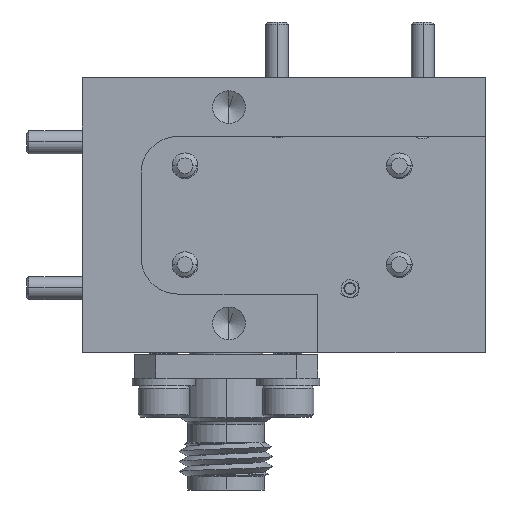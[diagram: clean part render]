
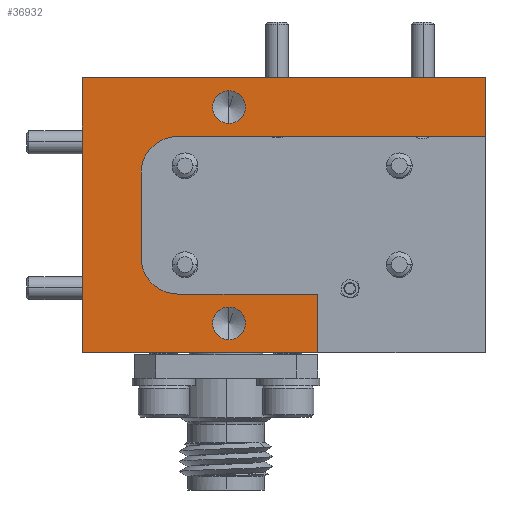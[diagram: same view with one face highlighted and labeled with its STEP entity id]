
A CAD part, front view. The second image highlights one B-rep face of the part: STEP entity #36932.
In plain terms, the highlighted planar face has unit normal (0, -1, 0).
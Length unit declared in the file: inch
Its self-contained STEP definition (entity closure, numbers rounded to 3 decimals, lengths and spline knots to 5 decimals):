
#33 = DIRECTION ( 'NONE',  ( 0., 1., 0. ) ) ;
#551 = VERTEX_POINT ( 'NONE', #35724 ) ;
#1342 = DIRECTION ( 'NONE',  ( 1., 0., 0. ) ) ;
#1431 = CIRCLE ( 'NONE', #35736, 0.0445 ) ;
#1601 = DIRECTION ( 'NONE',  ( 0., 0., -1. ) ) ;
#2381 = DIRECTION ( 'NONE',  ( 0., -1., 0. ) ) ;
#2423 = CARTESIAN_POINT ( 'NONE',  ( -2.90982, -0.12487, 2.03077 ) ) ;
#2430 = ORIENTED_EDGE ( 'NONE', *, *, #26206, .T. ) ;
#2760 = EDGE_CURVE ( 'NONE', #8729, #4437, #27733, .T. ) ;
#3140 = DIRECTION ( 'NONE',  ( 0., -1., 0. ) ) ;
#3153 = VERTEX_POINT ( 'NONE', #26149 ) ;
#3263 = CARTESIAN_POINT ( 'NONE',  ( -3.60982, -0.12487, 1.36077 ) ) ;
#3323 = ORIENTED_EDGE ( 'NONE', *, *, #11263, .F. ) ;
#3501 = CARTESIAN_POINT ( 'NONE',  ( -3.60982, -0.12487, 1.90627 ) ) ;
#3884 = LINE ( 'NONE', #21263, #20903 ) ;
#3904 = VECTOR ( 'NONE', #25750, 39.37008 ) ;
#4162 = DIRECTION ( 'NONE',  ( 0., 0., 1. ) ) ;
#4437 = VERTEX_POINT ( 'NONE', #28822 ) ;
#4555 = ORIENTED_EDGE ( 'NONE', *, *, #15020, .F. ) ;
#4762 = VERTEX_POINT ( 'NONE', #22800 ) ;
#4948 = DIRECTION ( 'NONE',  ( 0., 0., 1. ) ) ;
#6120 = ORIENTED_EDGE ( 'NONE', *, *, #17052, .F. ) ;
#7692 = VERTEX_POINT ( 'NONE', #10313 ) ;
#7783 = ORIENTED_EDGE ( 'NONE', *, *, #13920, .F. ) ;
#8150 = VERTEX_POINT ( 'NONE', #37361 ) ;
#8359 = LINE ( 'NONE', #22602, #3904 ) ;
#8526 = EDGE_CURVE ( 'NONE', #4762, #15405, #10195, .T. ) ;
#8692 = VERTEX_POINT ( 'NONE', #23836 ) ;
#8702 = CARTESIAN_POINT ( 'NONE',  ( -3.60982, -0.12487, 1.36077 ) ) ;
#8729 = VERTEX_POINT ( 'NONE', #3501 ) ;
#8994 = DIRECTION ( 'NONE',  ( 0., 0., 1. ) ) ;
#9134 = EDGE_CURVE ( 'NONE', #9586, #7692, #24508, .T. ) ;
#9388 = DIRECTION ( 'NONE',  ( 0., 0., -1. ) ) ;
#9586 = VERTEX_POINT ( 'NONE', #24995 ) ;
#9597 = AXIS2_PLACEMENT_3D ( 'NONE', #13342, #36768, #4162 ) ;
#10195 = LINE ( 'NONE', #13302, #12646 ) ;
#10313 = CARTESIAN_POINT ( 'NONE',  ( -3.60982, -0.12487, 1.40527 ) ) ;
#10847 = CIRCLE ( 'NONE', #9597, 0.1 ) ;
#11204 = CARTESIAN_POINT ( 'NONE',  ( -3.45982, -0.12487, 1.65577 ) ) ;
#11263 = EDGE_CURVE ( 'NONE', #29901, #31110, #37113, .T. ) ;
#11398 = FACE_BOUND ( 'NONE', #34822, .T. ) ;
#11579 = LINE ( 'NONE', #36338, #24401 ) ;
#11600 = FACE_BOUND ( 'NONE', #21080, .T. ) ;
#11756 = DIRECTION ( 'NONE',  ( 0., 0., -1. ) ) ;
#12040 = EDGE_CURVE ( 'NONE', #8692, #8150, #3884, .T. ) ;
#12244 = VECTOR ( 'NONE', #28781, 39.37008 ) ;
#12262 = DIRECTION ( 'NONE',  ( 0., -1., 0. ) ) ;
#12646 = VECTOR ( 'NONE', #22075, 39.37008 ) ;
#12671 = AXIS2_PLACEMENT_3D ( 'NONE', #3263, #12262, #30389 ) ;
#12709 = ORIENTED_EDGE ( 'NONE', *, *, #8526, .F. ) ;
#13302 = CARTESIAN_POINT ( 'NONE',  ( -2.90982, -0.12487, 1.28077 ) ) ;
#13342 = CARTESIAN_POINT ( 'NONE',  ( -3.74982, -0.12487, 1.77077 ) ) ;
#13871 = LINE ( 'NONE', #31826, #14567 ) ;
#13920 = EDGE_CURVE ( 'NONE', #551, #3153, #24588, .T. ) ;
#14567 = VECTOR ( 'NONE', #37682, 39.37008 ) ;
#15020 = EDGE_CURVE ( 'NONE', #30394, #20619, #16682, .T. ) ;
#15405 = VERTEX_POINT ( 'NONE', #16244 ) ;
#16244 = CARTESIAN_POINT ( 'NONE',  ( -4.00982, -0.12487, 1.28077 ) ) ;
#16259 = ORIENTED_EDGE ( 'NONE', *, *, #27969, .T. ) ;
#16487 = AXIS2_PLACEMENT_3D ( 'NONE', #20523, #2381, #11756 ) ;
#16682 = LINE ( 'NONE', #31701, #12244 ) ;
#16846 = ORIENTED_EDGE ( 'NONE', *, *, #2760, .F. ) ;
#17052 = EDGE_CURVE ( 'NONE', #4437, #8729, #37318, .T. ) ;
#18318 = CARTESIAN_POINT ( 'NONE',  ( -3.84982, -0.12487, 1.44077 ) ) ;
#18742 = CARTESIAN_POINT ( 'NONE',  ( -4.00982, -0.12487, 2.03077 ) ) ;
#19637 = VECTOR ( 'NONE', #1342, 39.37008 ) ;
#19960 = ORIENTED_EDGE ( 'NONE', *, *, #28904, .F. ) ;
#20490 = ORIENTED_EDGE ( 'NONE', *, *, #23552, .F. ) ;
#20523 = CARTESIAN_POINT ( 'NONE',  ( -3.60982, -0.12487, 1.95077 ) ) ;
#20619 = VERTEX_POINT ( 'NONE', #2423 ) ;
#20903 = VECTOR ( 'NONE', #32972, 39.37008 ) ;
#21080 = EDGE_LOOP ( 'NONE', ( #16846, #6120 ) ) ;
#21263 = CARTESIAN_POINT ( 'NONE',  ( -3.84982, -0.12487, 1.87077 ) ) ;
#22075 = DIRECTION ( 'NONE',  ( -1., 0., 0. ) ) ;
#22602 = CARTESIAN_POINT ( 'NONE',  ( -4.00982, -0.12487, 2.03077 ) ) ;
#22800 = CARTESIAN_POINT ( 'NONE',  ( -3.36782, -0.12487, 1.28077 ) ) ;
#22914 = PLANE ( 'NONE',  #26651 ) ;
#23552 = EDGE_CURVE ( 'NONE', #20619, #8692, #11579, .T. ) ;
#23836 = CARTESIAN_POINT ( 'NONE',  ( -2.90982, -0.12487, 1.87077 ) ) ;
#24401 = VECTOR ( 'NONE', #27171, 39.37008 ) ;
#24508 = CIRCLE ( 'NONE', #12671, 0.0445 ) ;
#24588 = LINE ( 'NONE', #18318, #19637 ) ;
#24931 = CARTESIAN_POINT ( 'NONE',  ( -3.84982, -0.12487, 1.54077 ) ) ;
#24995 = CARTESIAN_POINT ( 'NONE',  ( -3.60982, -0.12487, 1.31627 ) ) ;
#25502 = EDGE_LOOP ( 'NONE', ( #3323, #16259, #25890, #20490, #4555, #35382, #12709, #36606, #7783, #2430 ) ) ;
#25750 = DIRECTION ( 'NONE',  ( 0., 0., 1. ) ) ;
#25890 = ORIENTED_EDGE ( 'NONE', *, *, #12040, .F. ) ;
#26149 = CARTESIAN_POINT ( 'NONE',  ( -3.36782, -0.12487, 1.44077 ) ) ;
#26206 = EDGE_CURVE ( 'NONE', #551, #31110, #29464, .T. ) ;
#26376 = EDGE_CURVE ( 'NONE', #15405, #30394, #8359, .T. ) ;
#26651 = AXIS2_PLACEMENT_3D ( 'NONE', #11204, #38317, #4948 ) ;
#26763 = AXIS2_PLACEMENT_3D ( 'NONE', #29883, #3140, #9388 ) ;
#27171 = DIRECTION ( 'NONE',  ( 0., 0., -1. ) ) ;
#27733 = CIRCLE ( 'NONE', #16487, 0.0445 ) ;
#27969 = EDGE_CURVE ( 'NONE', #29901, #8150, #10847, .T. ) ;
#28781 = DIRECTION ( 'NONE',  ( 1., 0., 0. ) ) ;
#28804 = DIRECTION ( 'NONE',  ( 0., 0., -1. ) ) ;
#28822 = CARTESIAN_POINT ( 'NONE',  ( -3.60982, -0.12487, 1.99527 ) ) ;
#28904 = EDGE_CURVE ( 'NONE', #7692, #9586, #1431, .T. ) ;
#29073 = EDGE_CURVE ( 'NONE', #3153, #4762, #13871, .T. ) ;
#29464 = CIRCLE ( 'NONE', #30061, 0.1 ) ;
#29829 = ORIENTED_EDGE ( 'NONE', *, *, #9134, .F. ) ;
#29883 = CARTESIAN_POINT ( 'NONE',  ( -3.60982, -0.12487, 1.95077 ) ) ;
#29901 = VERTEX_POINT ( 'NONE', #30160 ) ;
#30061 = AXIS2_PLACEMENT_3D ( 'NONE', #38453, #33, #8994 ) ;
#30160 = CARTESIAN_POINT ( 'NONE',  ( -3.84982, -0.12487, 1.77077 ) ) ;
#30389 = DIRECTION ( 'NONE',  ( 0., 0., -1. ) ) ;
#30394 = VERTEX_POINT ( 'NONE', #18742 ) ;
#31110 = VERTEX_POINT ( 'NONE', #24931 ) ;
#31701 = CARTESIAN_POINT ( 'NONE',  ( -2.90982, -0.12487, 2.03077 ) ) ;
#31720 = DIRECTION ( 'NONE',  ( 0., -1., 0. ) ) ;
#31826 = CARTESIAN_POINT ( 'NONE',  ( -3.36782, -0.12487, 1.44077 ) ) ;
#32972 = DIRECTION ( 'NONE',  ( -1., 0., 0. ) ) ;
#33356 = VECTOR ( 'NONE', #1601, 39.37008 ) ;
#34566 = CARTESIAN_POINT ( 'NONE',  ( -3.84982, -0.12487, 1.87077 ) ) ;
#34822 = EDGE_LOOP ( 'NONE', ( #29829, #19960 ) ) ;
#35382 = ORIENTED_EDGE ( 'NONE', *, *, #26376, .F. ) ;
#35724 = CARTESIAN_POINT ( 'NONE',  ( -3.74982, -0.12487, 1.44077 ) ) ;
#35736 = AXIS2_PLACEMENT_3D ( 'NONE', #8702, #31720, #28804 ) ;
#36338 = CARTESIAN_POINT ( 'NONE',  ( -2.90982, -0.12487, 2.03077 ) ) ;
#36606 = ORIENTED_EDGE ( 'NONE', *, *, #29073, .F. ) ;
#36768 = DIRECTION ( 'NONE',  ( 0., 1., 0. ) ) ;
#36932 = ADVANCED_FACE ( 'NONE', ( #11398, #11600, #37925 ), #22914, .F. ) ;
#37113 = LINE ( 'NONE', #34566, #33356 ) ;
#37318 = CIRCLE ( 'NONE', #26763, 0.0445 ) ;
#37361 = CARTESIAN_POINT ( 'NONE',  ( -3.74982, -0.12487, 1.87077 ) ) ;
#37682 = DIRECTION ( 'NONE',  ( 0., 0., -1. ) ) ;
#37925 = FACE_OUTER_BOUND ( 'NONE', #25502, .T. ) ;
#38317 = DIRECTION ( 'NONE',  ( 0., 1., 0. ) ) ;
#38453 = CARTESIAN_POINT ( 'NONE',  ( -3.74982, -0.12487, 1.54077 ) ) ;
